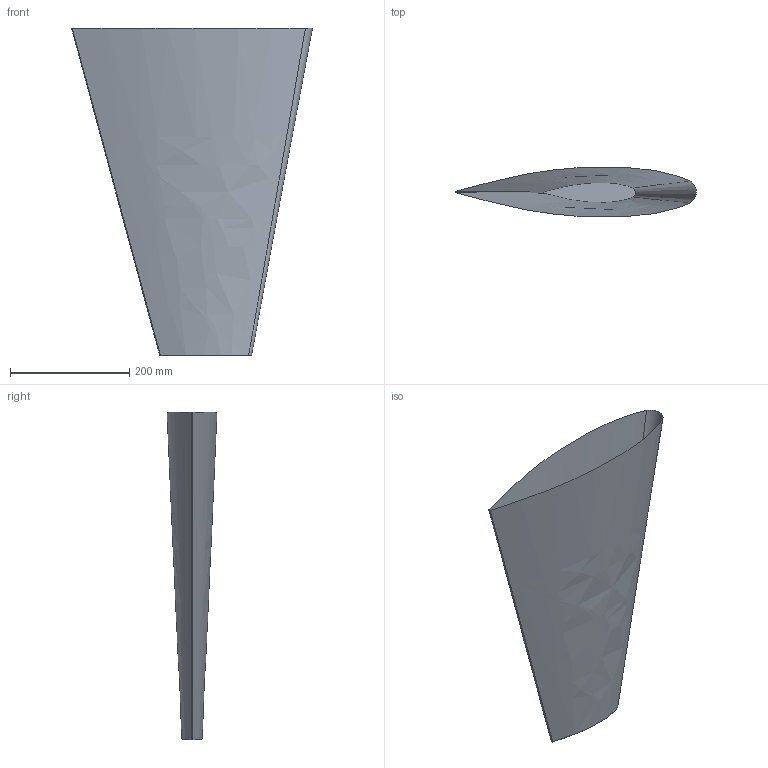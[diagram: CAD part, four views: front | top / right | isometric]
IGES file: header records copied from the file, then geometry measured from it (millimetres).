
Start section: CAELUM STANDARD IGES yamada,seiun,seiun
Global section: file name:tbn8D.tmp; native system:       CAELUM; preprocessor: IGES5.0; author: 0; organization: TOYOTACAELUM.INC; date: 101222.191232; units: millimetre
Bounding box: 404.26 x 83.82 x 550 mm (x, y, z)
Surface area: 332996.9 mm2 (no closed solid volume)
Topology: 0 solids, 0 shells, 5 faces, 40 edges, 40 vertices
Faces by surface type: bspline 4, plane 1
